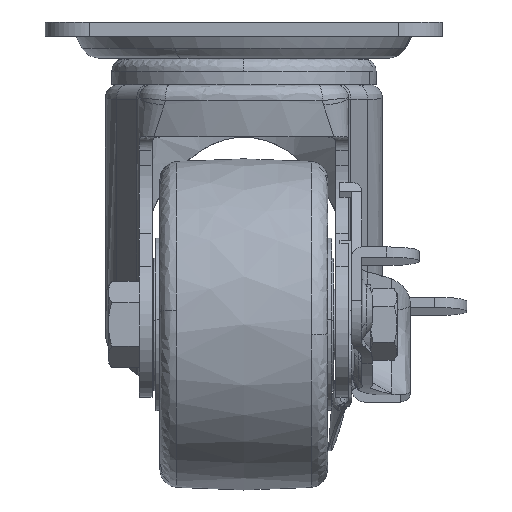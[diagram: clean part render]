
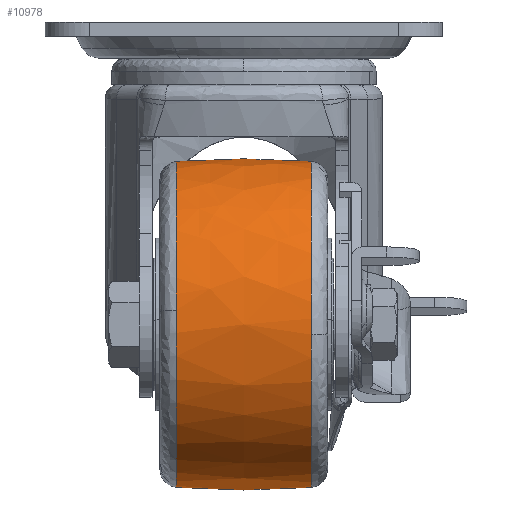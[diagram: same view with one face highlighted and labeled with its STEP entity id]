
A CAD part, left-side view. The second image highlights one B-rep face of the part: STEP entity #10978.
In plain terms, the highlighted free-form (B-spline) face has degree [2, 2] with [3, 5] control points.
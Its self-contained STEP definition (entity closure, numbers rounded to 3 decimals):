
#10707=CARTESIAN_POINT('',(-58.841,-15.306,-70.818));
#10708=VERTEX_POINT('',#10707);
#10722=CARTESIAN_POINT('',(-22.0,-15.306,-105.413));
#10723=VERTEX_POINT('',#10722);
#10724=CARTESIAN_POINT('',(-58.841,-15.306,-70.818));
#10725=CARTESIAN_POINT('',(-56.664,-15.306,-105.413));
#10726=CARTESIAN_POINT('',(-22.0,-15.306,-105.413));
#10734=(BOUNDED_CURVE()B_SPLINE_CURVE(2,(#10724,#10725,#10726),.UNSPECIFIED.,.F.,.U.)B_SPLINE_CURVE_WITH_KNOTS((3,3),(0.761,1.0),.UNSPECIFIED.)CURVE()GEOMETRIC_REPRESENTATION_ITEM()RATIONAL_B_SPLINE_CURVE((0.975,0.72,1.0))REPRESENTATION_ITEM(''));
#10735=EDGE_CURVE('',#10708,#10723,#10734,.T.);
#10797=CARTESIAN_POINT('',(-22.0,-15.306,-31.587));
#10798=VERTEX_POINT('',#10797);
#10812=CARTESIAN_POINT('',(-22.0,-15.306,-31.587));
#10813=CARTESIAN_POINT('',(-58.913,-15.306,-31.587));
#10814=CARTESIAN_POINT('',(-58.913,-15.306,-68.5));
#10815=CARTESIAN_POINT('',(-58.913,-15.306,-69.66));
#10816=CARTESIAN_POINT('',(-58.841,-15.306,-70.818));
#10824=(BOUNDED_CURVE()B_SPLINE_CURVE(2,(#10812,#10813,#10814,#10815,#10816),.UNSPECIFIED.,.F.,.U.)B_SPLINE_CURVE_WITH_KNOTS((3,2,3),(0.5,0.75,0.761),.UNSPECIFIED.)CURVE()GEOMETRIC_REPRESENTATION_ITEM()RATIONAL_B_SPLINE_CURVE((1.0,0.707,1.0,0.987,0.975))REPRESENTATION_ITEM(''));
#10825=EDGE_CURVE('',#10798,#10708,#10824,.T.);
#10854=CARTESIAN_POINT('',(-22.0,15.306,-105.413));
#10855=VERTEX_POINT('',#10854);
#10856=CARTESIAN_POINT('',(-22.,-15.306,-105.413));
#10857=CARTESIAN_POINT('',(-22.,0.,-106.588));
#10858=CARTESIAN_POINT('',(-22.,15.306,-105.413));
#10866=(BOUNDED_CURVE()B_SPLINE_CURVE(2,(#10856,#10857,#10858),.UNSPECIFIED.,.F.,.U.)B_SPLINE_CURVE_WITH_KNOTS((3,3),(0.44,0.56),.UNSPECIFIED.)CURVE()GEOMETRIC_REPRESENTATION_ITEM()RATIONAL_B_SPLINE_CURVE((0.908,0.905,0.908))REPRESENTATION_ITEM(''));
#10867=EDGE_CURVE('',#10723,#10855,#10866,.T.);
#10884=CARTESIAN_POINT('',(-22.0,15.306,-31.587));
#10885=VERTEX_POINT('',#10884);
#10901=CARTESIAN_POINT('',(-22.,-15.306,-31.587));
#10902=CARTESIAN_POINT('',(-22.,0.,-30.412));
#10903=CARTESIAN_POINT('',(-22.,15.306,-31.587));
#10911=(BOUNDED_CURVE()B_SPLINE_CURVE(2,(#10901,#10902,#10903),.UNSPECIFIED.,.F.,.U.)B_SPLINE_CURVE_WITH_KNOTS((3,3),(0.44,0.56),.UNSPECIFIED.)CURVE()GEOMETRIC_REPRESENTATION_ITEM()RATIONAL_B_SPLINE_CURVE((0.908,0.905,0.908))REPRESENTATION_ITEM(''));
#10912=EDGE_CURVE('',#10798,#10885,#10911,.T.);
#10919=CARTESIAN_POINT('',(-22.0,-16.83,-31.709));
#10920=CARTESIAN_POINT('',(-22.,0.,-30.288));
#10921=CARTESIAN_POINT('',(-22.0,16.83,-31.709));
#10922=CARTESIAN_POINT('',(-58.791,-16.83,-31.709));
#10923=CARTESIAN_POINT('',(-60.212,0.,-30.288));
#10924=CARTESIAN_POINT('',(-58.791,16.83,-31.709));
#10925=CARTESIAN_POINT('',(-58.791,-16.83,-68.5));
#10926=CARTESIAN_POINT('',(-60.212,0.,-68.5));
#10927=CARTESIAN_POINT('',(-58.791,16.83,-68.5));
#10928=CARTESIAN_POINT('',(-58.791,-16.83,-105.291));
#10929=CARTESIAN_POINT('',(-60.212,0.,-106.712));
#10930=CARTESIAN_POINT('',(-58.791,16.83,-105.291));
#10931=CARTESIAN_POINT('',(-22.0,-16.83,-105.291));
#10932=CARTESIAN_POINT('',(-22.,0.,-106.712));
#10933=CARTESIAN_POINT('',(-22.0,16.83,-105.291));
#10941=(BOUNDED_SURFACE()B_SPLINE_SURFACE(2,2,((#10919,#10922,#10925,#10928,#10931),(#10920,#10923,#10926,#10929,#10932),(#10921,#10924,#10927,#10930,#10933)),.UNSPECIFIED.,.F.,.F.,.U.)B_SPLINE_SURFACE_WITH_KNOTS((3,3),(3,2,3),(0.0,33.72),(0.0,62.132,124.264),.UNSPECIFIED.)GEOMETRIC_REPRESENTATION_ITEM()RATIONAL_B_SPLINE_SURFACE(((0.908,0.642,0.908,0.642,0.908),(0.905,0.64,0.905,0.64,0.905),(0.908,0.642,0.908,0.642,0.908)))REPRESENTATION_ITEM('')SURFACE());
#10942=ORIENTED_EDGE('',*,*,#10867,.F.);
#10943=ORIENTED_EDGE('',*,*,#10735,.F.);
#10944=ORIENTED_EDGE('',*,*,#10825,.F.);
#10945=ORIENTED_EDGE('',*,*,#10912,.T.);
#10946=CARTESIAN_POINT('',(-58.771,15.306,-65.257));
#10947=VERTEX_POINT('',#10946);
#10948=CARTESIAN_POINT('',(-22.0,15.306,-31.587));
#10949=CARTESIAN_POINT('',(-55.801,15.306,-31.587));
#10950=CARTESIAN_POINT('',(-58.771,15.306,-65.257));
#10958=(BOUNDED_CURVE()B_SPLINE_CURVE(2,(#10948,#10949,#10950),.UNSPECIFIED.,.F.,.U.)B_SPLINE_CURVE_WITH_KNOTS((3,3),(0.5,0.735),.UNSPECIFIED.)CURVE()GEOMETRIC_REPRESENTATION_ITEM()RATIONAL_B_SPLINE_CURVE((1.0,0.725,0.966))REPRESENTATION_ITEM(''));
#10959=EDGE_CURVE('',#10885,#10947,#10958,.T.);
#10960=ORIENTED_EDGE('',*,*,#10959,.T.);
#10961=CARTESIAN_POINT('',(-58.771,15.306,-65.257));
#10962=CARTESIAN_POINT('',(-58.913,15.306,-66.875));
#10963=CARTESIAN_POINT('',(-58.913,15.306,-68.5));
#10964=CARTESIAN_POINT('',(-58.913,15.306,-105.413));
#10965=CARTESIAN_POINT('',(-22.0,15.306,-105.413));
#10973=(BOUNDED_CURVE()B_SPLINE_CURVE(2,(#10961,#10962,#10963,#10964,#10965),.UNSPECIFIED.,.F.,.U.)B_SPLINE_CURVE_WITH_KNOTS((3,2,3),(0.735,0.75,1.0),.UNSPECIFIED.)CURVE()GEOMETRIC_REPRESENTATION_ITEM()RATIONAL_B_SPLINE_CURVE((0.966,0.982,1.0,0.707,1.0))REPRESENTATION_ITEM(''));
#10974=EDGE_CURVE('',#10947,#10855,#10973,.T.);
#10975=ORIENTED_EDGE('',*,*,#10974,.T.);
#10976=EDGE_LOOP('',(#10942,#10943,#10944,#10945,#10960,#10975));
#10977=FACE_OUTER_BOUND('',#10976,.T.);
#10978=ADVANCED_FACE('',(#10977),#10941,.T.);
